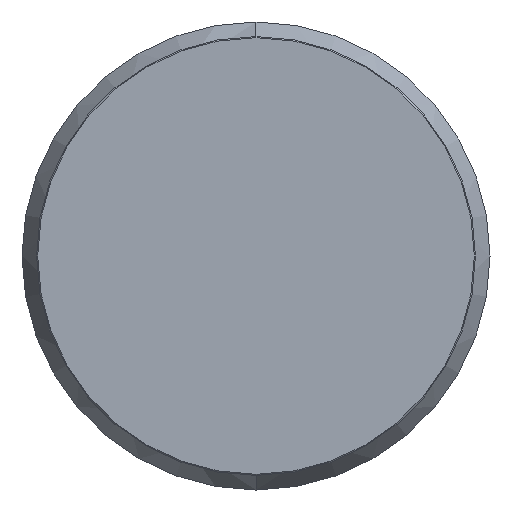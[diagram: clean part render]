
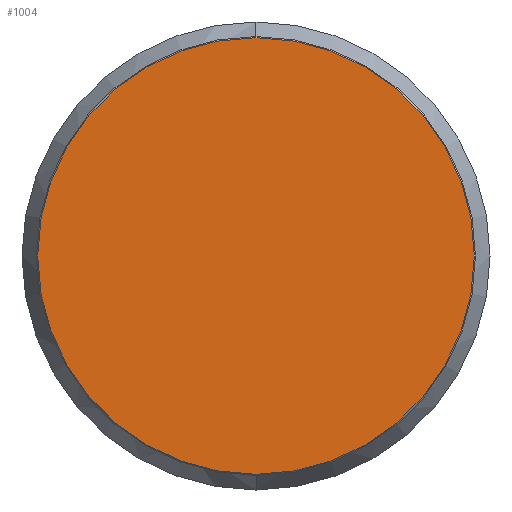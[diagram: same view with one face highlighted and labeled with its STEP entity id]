
A CAD part, left-side view. The second image highlights one B-rep face of the part: STEP entity #1004.
In plain terms, the highlighted planar face has unit normal (-1, 0, 0).
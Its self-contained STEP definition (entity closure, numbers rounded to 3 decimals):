
#80 = DIRECTION ( 'NONE',  ( 1., 0., 0. ) ) ;
#87 = EDGE_CURVE ( 'NONE', #753, #106, #1023, .T. ) ;
#106 = VERTEX_POINT ( 'NONE', #805 ) ;
#148 = DIRECTION ( 'NONE',  ( -1., 0., 0. ) ) ;
#182 = CARTESIAN_POINT ( 'NONE',  ( 0., 0., 0. ) ) ;
#287 = CIRCLE ( 'NONE', #323, 59.7 ) ;
#309 = DIRECTION ( 'NONE',  ( -1., 0., 0. ) ) ;
#323 = AXIS2_PLACEMENT_3D ( 'NONE', #907, #148, #341 ) ;
#325 = EDGE_CURVE ( 'NONE', #106, #753, #287, .T. ) ;
#341 = DIRECTION ( 'NONE',  ( 0., 0., 1. ) ) ;
#382 = PLANE ( 'NONE',  #1026 ) ;
#595 = ORIENTED_EDGE ( 'NONE', *, *, #87, .T. ) ;
#704 = CARTESIAN_POINT ( 'NONE',  ( 0., 0., 59.7 ) ) ;
#753 = VERTEX_POINT ( 'NONE', #704 ) ;
#805 = CARTESIAN_POINT ( 'NONE',  ( 0., 0., -59.7 ) ) ;
#874 = CARTESIAN_POINT ( 'NONE',  ( 0., 0., 0. ) ) ;
#907 = CARTESIAN_POINT ( 'NONE',  ( 0., 0., 0. ) ) ;
#966 = DIRECTION ( 'NONE',  ( 0., 0., 1. ) ) ;
#1004 = ADVANCED_FACE ( 'NONE', ( #1012 ), #382, .F. ) ;
#1012 = FACE_OUTER_BOUND ( 'NONE', #1116, .T. ) ;
#1023 = CIRCLE ( 'NONE', #1066, 59.7 ) ;
#1026 = AXIS2_PLACEMENT_3D ( 'NONE', #182, #80, #1113 ) ;
#1066 = AXIS2_PLACEMENT_3D ( 'NONE', #874, #309, #966 ) ;
#1113 = DIRECTION ( 'NONE',  ( 0., 0., -1. ) ) ;
#1115 = ORIENTED_EDGE ( 'NONE', *, *, #325, .T. ) ;
#1116 = EDGE_LOOP ( 'NONE', ( #1115, #595 ) ) ;
